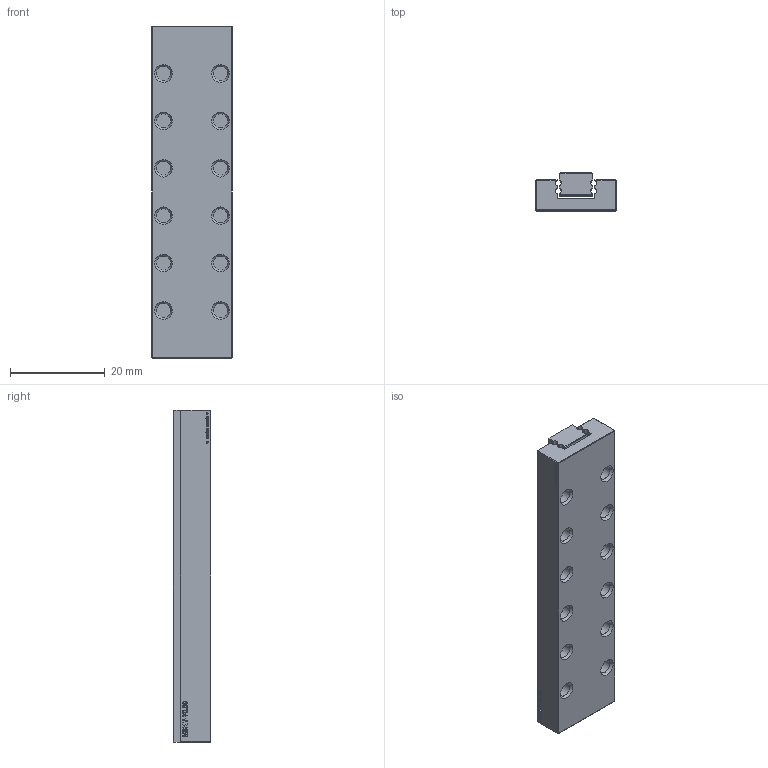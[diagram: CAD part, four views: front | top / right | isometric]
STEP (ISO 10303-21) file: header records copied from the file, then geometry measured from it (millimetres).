
FILE_DESCRIPTION(('FreeCAD Model'),'2;1');
FILE_NAME('MSK 7-70.60.step','2021-01-05T16:01:32',('Author'),(''), 'Open CASCADE STEP processor 6.8','FreeCAD','Unknown');
FILE_SCHEMA(('AUTOMOTIVE_DESIGN_CC2 { 1 2 10303 214 -1 1 5 4 }'));
Length unit declared in the file: millimetre
Products named in the file (3): ASSEMBLY; DP; TT
Assembly tree (2 placements, depth 2):
  ASSEMBLY
    DP
    TT
Bounding box: 17 x 8 x 70 mm (x, y, z)
Volume: 6978.9 mm3; surface area: 6702.1 mm2
Topology: 2 solids, 2 shells, 752 faces, 2013 edges, 1324 vertices
Faces by surface type: extrusion 445, plane 265, cylinder 25, cone 17
Full cylindrical faces by diameter (mm): 3 x12, 4.5 x5
Entity records: 50005 total; most frequent: CARTESIAN_POINT 12599, DIRECTION 5347, VECTOR 4536, LINE 4091, ORIENTED_EDGE 4026, PCURVE 4026, DEFINITIONAL_REPRESENTATION 4026, B_SPLINE_CURVE_WITH_KNOTS 2253
